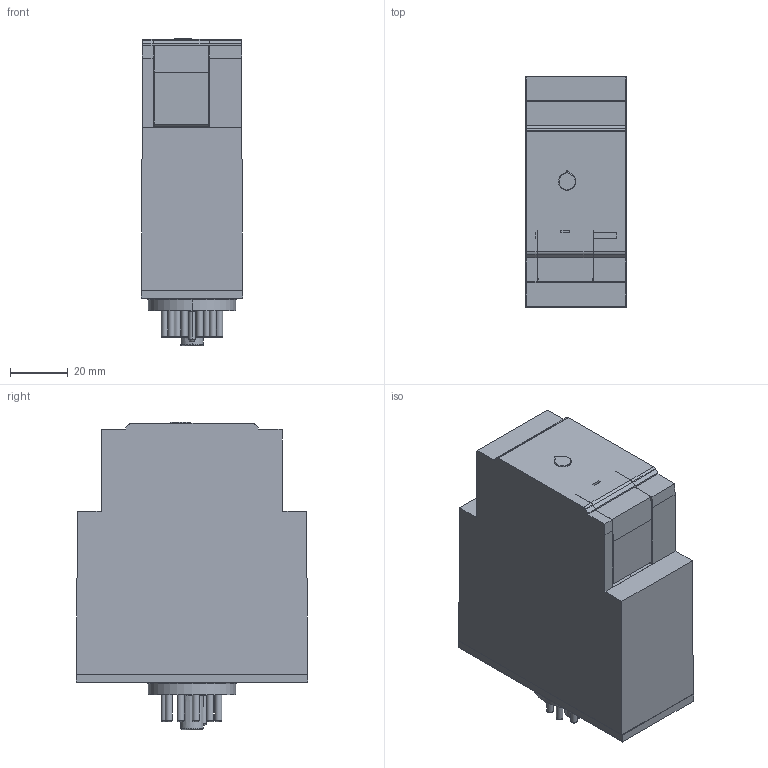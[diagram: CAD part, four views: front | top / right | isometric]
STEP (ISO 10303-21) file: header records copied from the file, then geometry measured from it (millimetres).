
FILE_DESCRIPTION(/* description */ (''),/* implementation_level */ '2;1');
FILE_NAME(/* name */ 'PUA01.stp',/* time_stamp */ '2017-03-06T11:21:22+01:00',/* author */ ('rtamburlin'),/* organization */ (''),/* preprocessor_version */ 'ST-DEVELOPER v16.5',/* originating_system */ 'Autodesk Inventor 2017',/* authorisation */ '');
FILE_SCHEMA (('AUTOMOTIVE_DESIGN { 1 0 10303 214 3 1 1 }'));
Length unit declared in the file: millimetre
Products named in the file (1): PUA01
Bounding box: 35.1 x 80.4 x 106.6 mm (x, y, z)
Volume: 233641.4 mm3; surface area: 28506.5 mm2
Topology: 1 solids, 1 shells, 358 faces, 971 edges, 640 vertices
Faces by surface type: plane 218, bspline 82, cylinder 32, torus 18, cone 8
Full cylindrical faces by diameter (mm): 2.4 x11
Entity records: 24370 total; most frequent: CARTESIAN_POINT 15567, ORIENTED_EDGE 1894, DIRECTION 1454, EDGE_CURVE 947, LINE 658, VECTOR 658, VERTEX_POINT 640, EDGE_LOOP 409
